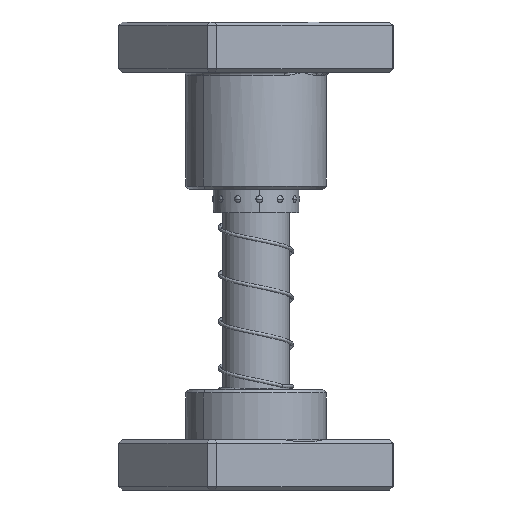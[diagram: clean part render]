
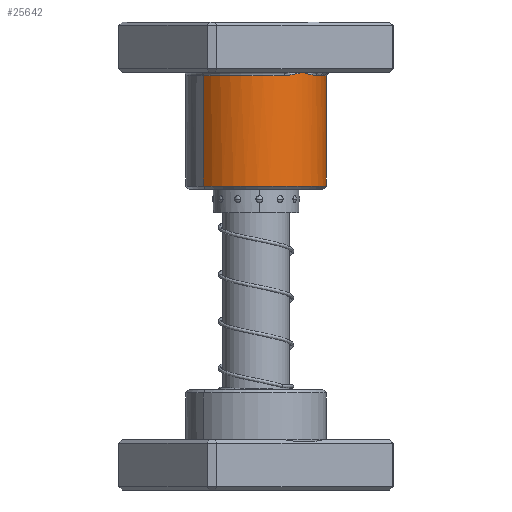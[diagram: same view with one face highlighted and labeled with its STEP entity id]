
A CAD part, front view. The second image highlights one B-rep face of the part: STEP entity #25642.
In plain terms, the highlighted cylindrical face has radius 21 mm (diameter 42 mm), a partial arc.
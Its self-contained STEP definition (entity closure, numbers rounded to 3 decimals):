
#43 = DIRECTION ( 'NONE',  ( 0., 0., 1. ) ) ;
#771 = EDGE_CURVE ( 'NONE', #1788, #29992, #31999, .T. ) ;
#1788 = VERTEX_POINT ( 'NONE', #12355 ) ;
#1924 = DIRECTION ( 'NONE',  ( 1., 0., 0. ) ) ;
#2151 = CARTESIAN_POINT ( 'NONE',  ( 21., 0., 50. ) ) ;
#2835 = CARTESIAN_POINT ( 'NONE',  ( 0., -21., 15. ) ) ;
#3718 = B_SPLINE_CURVE_WITH_KNOTS ( 'NONE', 3,
 ( #17455, #22580, #4233, #22820, #6888, #25448, #9560, #28092, #12253, #30773, #14947, #33484 ),
 .UNSPECIFIED., .F., .F.,
 ( 4, 2, 2, 2, 2, 4 ),
 ( 0., 0.002, 0.003, 0.005, 0.006, 0.006 ),
 .UNSPECIFIED. ) ;
#3829 = ORIENTED_EDGE ( 'NONE', *, *, #32328, .T. ) ;
#3908 = ORIENTED_EDGE ( 'NONE', *, *, #12493, .F. ) ;
#4001 = VERTEX_POINT ( 'NONE', #13206 ) ;
#4233 = CARTESIAN_POINT ( 'NONE',  ( -5.225, -20.347, 15.959 ) ) ;
#4259 = VECTOR ( 'NONE', #17703, 1000. ) ;
#5519 = CARTESIAN_POINT ( 'NONE',  ( 2.106, -20.921, 15.471 ) ) ;
#6128 = EDGE_CURVE ( 'NONE', #29498, #20494, #21896, .T. ) ;
#6268 = CARTESIAN_POINT ( 'NONE',  ( 0., 0., 50. ) ) ;
#6888 = CARTESIAN_POINT ( 'NONE',  ( -3.67, -20.684, 15.754 ) ) ;
#6920 = CARTESIAN_POINT ( 'NONE',  ( -21., 0., 50. ) ) ;
#7568 = VERTEX_POINT ( 'NONE', #33734 ) ;
#7828 = VERTEX_POINT ( 'NONE', #9353 ) ;
#7999 = ORIENTED_EDGE ( 'NONE', *, *, #771, .T. ) ;
#8180 = CARTESIAN_POINT ( 'NONE',  ( 4.189, -20.585, 15.837 ) ) ;
#9293 = ORIENTED_EDGE ( 'NONE', *, *, #19231, .T. ) ;
#9353 = CARTESIAN_POINT ( 'NONE',  ( 0., -21., 15. ) ) ;
#9560 = CARTESIAN_POINT ( 'NONE',  ( -2.103, -20.901, 15.459 ) ) ;
#10848 = CARTESIAN_POINT ( 'NONE',  ( 5.741, -20.207, 16. ) ) ;
#11305 = LINE ( 'NONE', #6920, #4259 ) ;
#11683 = FACE_OUTER_BOUND ( 'NONE', #15208, .T. ) ;
#12253 = CARTESIAN_POINT ( 'NONE',  ( -1.052, -20.975, 15.234 ) ) ;
#12355 = CARTESIAN_POINT ( 'NONE',  ( -21., 0., 16. ) ) ;
#12493 = EDGE_CURVE ( 'NONE', #29498, #7568, #30551, .T. ) ;
#13206 = CARTESIAN_POINT ( 'NONE',  ( 6.259, -20.045, 16. ) ) ;
#13396 = CARTESIAN_POINT ( 'NONE',  ( 1.052, -21., 15.235 ) ) ;
#14947 = CARTESIAN_POINT ( 'NONE',  ( -0.261, -21., 15.058 ) ) ;
#14958 = EDGE_CURVE ( 'NONE', #20494, #1788, #11305, .T. ) ;
#15208 = EDGE_LOOP ( 'NONE', ( #3908, #25735, #34448, #7999, #9293, #3829, #21516 ) ) ;
#15279 = CIRCLE ( 'NONE', #28258, 21. ) ;
#15433 = DIRECTION ( 'NONE',  ( 0., 0., 1. ) ) ;
#15950 = CARTESIAN_POINT ( 'NONE',  ( 0., 0., 16. ) ) ;
#16931 = AXIS2_PLACEMENT_3D ( 'NONE', #6268, #24819, #27459 ) ;
#17455 = CARTESIAN_POINT ( 'NONE',  ( -6.259, -20.045, 16. ) ) ;
#17703 = DIRECTION ( 'NONE',  ( 0., 0., -1. ) ) ;
#17841 = DIRECTION ( 'NONE',  ( 0., 0., -1. ) ) ;
#18634 = DIRECTION ( 'NONE',  ( 1., 0., 0. ) ) ;
#19231 = EDGE_CURVE ( 'NONE', #29992, #7828, #3718, .T. ) ;
#19930 = EDGE_CURVE ( 'NONE', #4001, #7568, #15279, .T. ) ;
#20494 = VERTEX_POINT ( 'NONE', #31786 ) ;
#20597 = CARTESIAN_POINT ( 'NONE',  ( -6.259, -20.045, 16. ) ) ;
#21373 = AXIS2_PLACEMENT_3D ( 'NONE', #33719, #17841, #1924 ) ;
#21516 = ORIENTED_EDGE ( 'NONE', *, *, #19930, .T. ) ;
#21896 = CIRCLE ( 'NONE', #21373, 21. ) ;
#22153 = B_SPLINE_CURVE_WITH_KNOTS ( 'NONE', 3,
 ( #2835, #13396, #5519, #24062, #8180, #26724, #10848, #29379 ),
 .UNSPECIFIED., .F., .F.,
 ( 4, 2, 2, 4 ),
 ( 0., 0.003, 0.005, 0.006 ),
 .UNSPECIFIED. ) ;
#22580 = CARTESIAN_POINT ( 'NONE',  ( -5.741, -20.207, 16. ) ) ;
#22755 = AXIS2_PLACEMENT_3D ( 'NONE', #15950, #43, #18634 ) ;
#22820 = CARTESIAN_POINT ( 'NONE',  ( -4.189, -20.585, 15.837 ) ) ;
#23613 = CARTESIAN_POINT ( 'NONE',  ( 21., 0., 49. ) ) ;
#24062 = CARTESIAN_POINT ( 'NONE',  ( 3.67, -20.684, 15.754 ) ) ;
#24819 = DIRECTION ( 'NONE',  ( 0., 0., -1. ) ) ;
#24930 = CYLINDRICAL_SURFACE ( 'NONE', #16931, 21. ) ;
#25448 = CARTESIAN_POINT ( 'NONE',  ( -2.627, -20.842, 15.566 ) ) ;
#25642 = ADVANCED_FACE ( 'NONE', ( #11683 ), #24930, .T. ) ;
#25735 = ORIENTED_EDGE ( 'NONE', *, *, #6128, .T. ) ;
#26724 = CARTESIAN_POINT ( 'NONE',  ( 5.225, -20.347, 15.959 ) ) ;
#27459 = DIRECTION ( 'NONE',  ( -1., 0., 0. ) ) ;
#28092 = CARTESIAN_POINT ( 'NONE',  ( -1.314, -20.96, 15.291 ) ) ;
#28258 = AXIS2_PLACEMENT_3D ( 'NONE', #31291, #15433, #33994 ) ;
#28692 = DIRECTION ( 'NONE',  ( 0., 0., -1. ) ) ;
#29379 = CARTESIAN_POINT ( 'NONE',  ( 6.259, -20.045, 16. ) ) ;
#29498 = VERTEX_POINT ( 'NONE', #23613 ) ;
#29691 = VECTOR ( 'NONE', #28692, 1000. ) ;
#29992 = VERTEX_POINT ( 'NONE', #20597 ) ;
#30551 = LINE ( 'NONE', #2151, #29691 ) ;
#30773 = CARTESIAN_POINT ( 'NONE',  ( -0.526, -20.995, 15.117 ) ) ;
#31291 = CARTESIAN_POINT ( 'NONE',  ( 0., 0., 16. ) ) ;
#31786 = CARTESIAN_POINT ( 'NONE',  ( -21., 0., 49. ) ) ;
#31999 = CIRCLE ( 'NONE', #22755, 21. ) ;
#32328 = EDGE_CURVE ( 'NONE', #7828, #4001, #22153, .T. ) ;
#33484 = CARTESIAN_POINT ( 'NONE',  ( 0., -21., 15. ) ) ;
#33719 = CARTESIAN_POINT ( 'NONE',  ( 0., 0., 49. ) ) ;
#33734 = CARTESIAN_POINT ( 'NONE',  ( 21., 0., 16. ) ) ;
#33994 = DIRECTION ( 'NONE',  ( 1., 0., 0. ) ) ;
#34448 = ORIENTED_EDGE ( 'NONE', *, *, #14958, .T. ) ;
